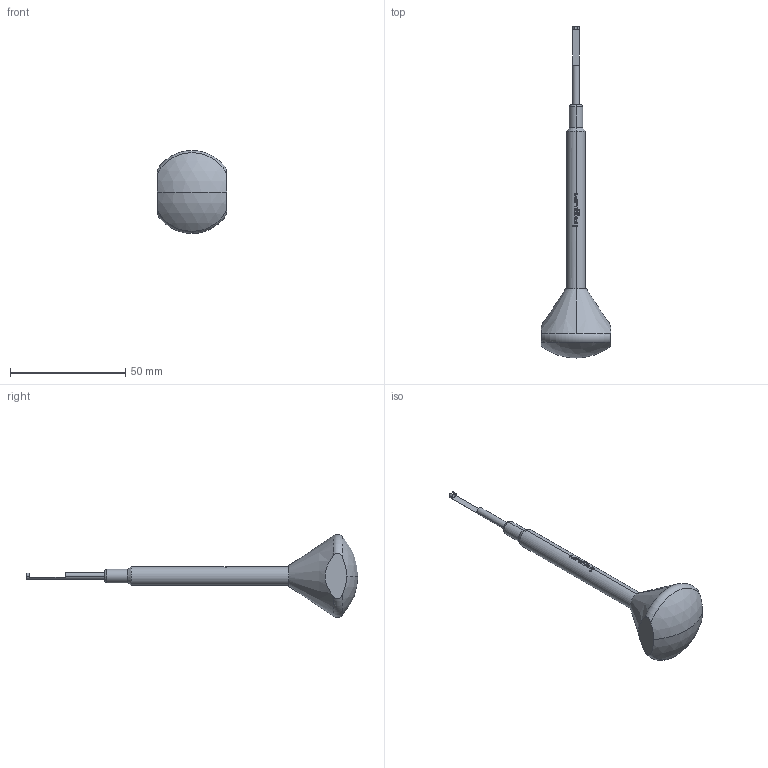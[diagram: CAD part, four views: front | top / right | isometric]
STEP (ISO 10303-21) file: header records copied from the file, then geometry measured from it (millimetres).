
FILE_DESCRIPTION (( 'STEP AP203' ), '1' );
FILE_NAME ('INGUN_SW-GKS-912_A.STEP', '2022-03-10T12:12:13', ( 'ochi' ), ( '' ), 'SwSTEP 2.0', 'SolidWorks 2018', '' );
FILE_SCHEMA (( 'CONFIG_CONTROL_DESIGN' ));
Length unit declared in the file: millimetre
Products named in the file (1): INGUN_SW-GKS-912_A
Bounding box: 30 x 144 x 36 mm (x, y, z)
Volume: 18826.6 mm3; surface area: 5339.9 mm2
Topology: 1 solids, 1 shells, 109 faces, 301 edges, 197 vertices
Faces by surface type: plane 51, bspline 22, cylinder 19, cone 12, torus 3, sphere 2
Entity records: 3987 total; most frequent: CARTESIAN_POINT 1284, ORIENTED_EDGE 602, DIRECTION 486, EDGE_CURVE 301, VERTEX_POINT 197, AXIS2_PLACEMENT_3D 193, EDGE_LOOP 112, FACE_OUTER_BOUND 109
